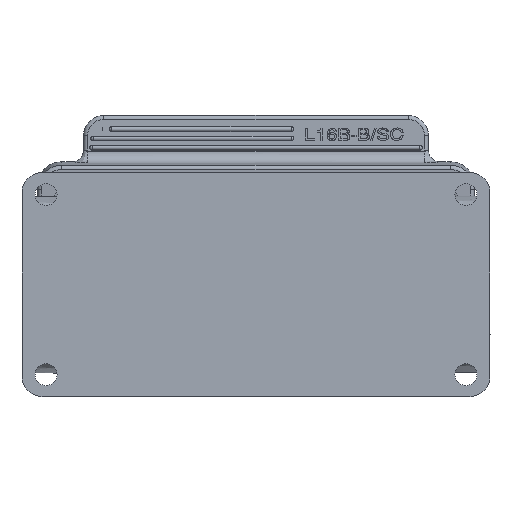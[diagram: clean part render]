
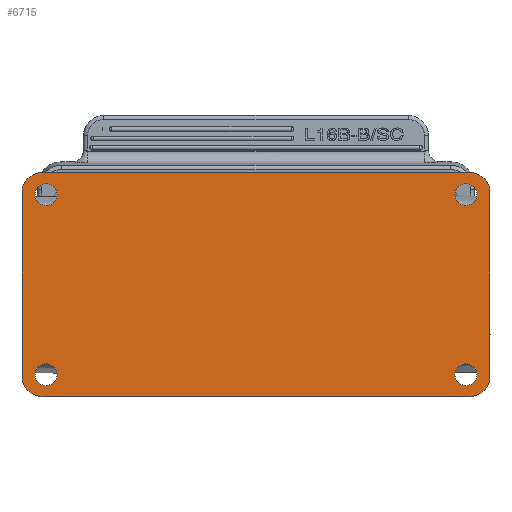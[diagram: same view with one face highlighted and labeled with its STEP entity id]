
A CAD part, front view. The second image highlights one B-rep face of the part: STEP entity #6715.
In plain terms, the highlighted planar face has unit normal (0, -1, 0).
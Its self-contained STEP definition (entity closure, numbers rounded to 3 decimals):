
#5067=CIRCLE('',#23493,2.75);
#5070=CIRCLE('',#23497,2.75);
#5071=CIRCLE('',#23499,2.75);
#5074=CIRCLE('',#23503,2.75);
#5080=CIRCLE('',#23517,2.75);
#5083=CIRCLE('',#23521,2.75);
#5084=CIRCLE('',#23523,2.75);
#5087=CIRCLE('',#23527,2.75);
#5088=CIRCLE('',#23529,5.);
#5102=CIRCLE('',#23564,5.);
#5103=CIRCLE('',#23566,5.);
#5104=CIRCLE('',#23567,5.);
#5422=FACE_BOUND('',#9139,.T.);
#5423=FACE_BOUND('',#9140,.T.);
#5424=FACE_BOUND('',#9141,.T.);
#5425=FACE_BOUND('',#9142,.T.);
#5426=FACE_BOUND('',#9143,.T.);
#6715=ADVANCED_FACE('',(#5422,#5423,#5424,#5425,#5426),#7312,.F.);
#7312=PLANE('',#23568);
#9139=EDGE_LOOP('',(#15451,#15452));
#9140=EDGE_LOOP('',(#15453,#15454));
#9141=EDGE_LOOP('',(#15455,#15456));
#9142=EDGE_LOOP('',(#15457,#15458));
#9143=EDGE_LOOP('',(#15459,#15460,#15461,#15462,#15463,#15464,#15465,#15466));
#10248=LINE('',#37291,#11350);
#10267=LINE('',#38109,#11369);
#10268=LINE('',#38113,#11370);
#10269=LINE('',#38114,#11371);
#11350=VECTOR('',#26964,1.);
#11369=VECTOR('',#27053,1.);
#11370=VECTOR('',#27056,1.);
#11371=VECTOR('',#27057,1.);
#15451=ORIENTED_EDGE('',*,*,#20671,.F.);
#15452=ORIENTED_EDGE('',*,*,#20676,.F.);
#15453=ORIENTED_EDGE('',*,*,#20720,.F.);
#15454=ORIENTED_EDGE('',*,*,#20725,.F.);
#15455=ORIENTED_EDGE('',*,*,#20714,.F.);
#15456=ORIENTED_EDGE('',*,*,#20719,.F.);
#15457=ORIENTED_EDGE('',*,*,#20677,.F.);
#15458=ORIENTED_EDGE('',*,*,#20682,.F.);
#15459=ORIENTED_EDGE('',*,*,#20789,.F.);
#15460=ORIENTED_EDGE('',*,*,#20790,.F.);
#15461=ORIENTED_EDGE('',*,*,#20791,.F.);
#15462=ORIENTED_EDGE('',*,*,#20792,.F.);
#15463=ORIENTED_EDGE('',*,*,#20726,.F.);
#15464=ORIENTED_EDGE('',*,*,#20730,.T.);
#15465=ORIENTED_EDGE('',*,*,#20787,.F.);
#15466=ORIENTED_EDGE('',*,*,#20793,.F.);
#18239=VERTEX_POINT('',#36830);
#18240=VERTEX_POINT('',#36831);
#18243=VERTEX_POINT('',#36842);
#18244=VERTEX_POINT('',#36843);
#18269=VERTEX_POINT('',#37259);
#18270=VERTEX_POINT('',#37260);
#18273=VERTEX_POINT('',#37271);
#18274=VERTEX_POINT('',#37272);
#18277=VERTEX_POINT('',#37283);
#18278=VERTEX_POINT('',#37284);
#18281=VERTEX_POINT('',#37292);
#18315=VERTEX_POINT('',#38103);
#18316=VERTEX_POINT('',#38107);
#18317=VERTEX_POINT('',#38108);
#18318=VERTEX_POINT('',#38110);
#18319=VERTEX_POINT('',#38112);
#20671=EDGE_CURVE('',#18239,#18240,#5067,.T.);
#20676=EDGE_CURVE('',#18240,#18239,#5070,.T.);
#20677=EDGE_CURVE('',#18243,#18244,#5071,.T.);
#20682=EDGE_CURVE('',#18244,#18243,#5074,.T.);
#20714=EDGE_CURVE('',#18269,#18270,#5080,.T.);
#20719=EDGE_CURVE('',#18270,#18269,#5083,.T.);
#20720=EDGE_CURVE('',#18273,#18274,#5084,.T.);
#20725=EDGE_CURVE('',#18274,#18273,#5087,.T.);
#20726=EDGE_CURVE('',#18277,#18278,#5088,.T.);
#20730=EDGE_CURVE('',#18277,#18281,#10248,.T.);
#20787=EDGE_CURVE('',#18315,#18281,#5102,.T.);
#20789=EDGE_CURVE('',#18316,#18317,#5103,.T.);
#20790=EDGE_CURVE('',#18318,#18316,#10267,.T.);
#20791=EDGE_CURVE('',#18319,#18318,#5104,.T.);
#20792=EDGE_CURVE('',#18278,#18319,#10268,.T.);
#20793=EDGE_CURVE('',#18317,#18315,#10269,.T.);
#23493=AXIS2_PLACEMENT_3D('',#36829,#26872,#26873);
#23497=AXIS2_PLACEMENT_3D('',#36839,#26882,#26883);
#23499=AXIS2_PLACEMENT_3D('',#36841,#26886,#26887);
#23503=AXIS2_PLACEMENT_3D('',#36851,#26896,#26897);
#23517=AXIS2_PLACEMENT_3D('',#37258,#26928,#26929);
#23521=AXIS2_PLACEMENT_3D('',#37268,#26938,#26939);
#23523=AXIS2_PLACEMENT_3D('',#37270,#26942,#26943);
#23527=AXIS2_PLACEMENT_3D('',#37280,#26952,#26953);
#23529=AXIS2_PLACEMENT_3D('',#37282,#26956,#26957);
#23564=AXIS2_PLACEMENT_3D('',#38102,#27046,#27047);
#23566=AXIS2_PLACEMENT_3D('',#38106,#27051,#27052);
#23567=AXIS2_PLACEMENT_3D('',#38111,#27054,#27055);
#23568=AXIS2_PLACEMENT_3D('',#38115,#27058,#27059);
#26872=DIRECTION('',(0.,-1.,0.));
#26873=DIRECTION('',(0.,0.,-1.));
#26882=DIRECTION('',(0.,-1.,0.));
#26883=DIRECTION('',(0.,0.,1.));
#26886=DIRECTION('',(0.,-1.,0.));
#26887=DIRECTION('',(0.,0.,-1.));
#26896=DIRECTION('',(0.,-1.,0.));
#26897=DIRECTION('',(0.,0.,1.));
#26928=DIRECTION('',(0.,-1.,0.));
#26929=DIRECTION('',(0.,0.,-1.));
#26938=DIRECTION('',(0.,-1.,0.));
#26939=DIRECTION('',(0.,0.,1.));
#26942=DIRECTION('',(0.,-1.,0.));
#26943=DIRECTION('',(0.,0.,-1.));
#26952=DIRECTION('',(0.,-1.,0.));
#26953=DIRECTION('',(0.,0.,1.));
#26956=DIRECTION('',(0.,1.,0.));
#26957=DIRECTION('',(0.,0.,-1.));
#26964=DIRECTION('',(1.,0.,0.));
#27046=DIRECTION('',(0.,1.,0.));
#27047=DIRECTION('',(1.,0.,0.));
#27051=DIRECTION('',(0.,1.,0.));
#27052=DIRECTION('',(0.,0.,1.));
#27053=DIRECTION('',(1.,0.,0.));
#27054=DIRECTION('',(0.,1.,0.));
#27055=DIRECTION('',(-1.,0.,0.));
#27056=DIRECTION('',(0.,0.,1.));
#27057=DIRECTION('',(0.,0.,-1.));
#27058=DIRECTION('',(0.,1.,0.));
#27059=DIRECTION('',(0.,0.,1.));
#36829=CARTESIAN_POINT('',(112.,0.,-5.5));
#36830=CARTESIAN_POINT('',(112.,0.,-8.25));
#36831=CARTESIAN_POINT('',(112.,0.,-2.75));
#36839=CARTESIAN_POINT('',(112.,0.,-5.5));
#36841=CARTESIAN_POINT('',(7.,0.,-5.5));
#36842=CARTESIAN_POINT('',(7.,0.,-8.25));
#36843=CARTESIAN_POINT('',(7.,0.,-2.75));
#36851=CARTESIAN_POINT('',(7.,0.,-5.5));
#37258=CARTESIAN_POINT('',(7.,0.,-50.5));
#37259=CARTESIAN_POINT('',(7.,0.,-53.25));
#37260=CARTESIAN_POINT('',(7.,0.,-47.75));
#37268=CARTESIAN_POINT('',(7.,0.,-50.5));
#37270=CARTESIAN_POINT('',(112.,0.,-50.5));
#37271=CARTESIAN_POINT('',(112.,0.,-53.25));
#37272=CARTESIAN_POINT('',(112.,0.,-47.75));
#37280=CARTESIAN_POINT('',(112.,0.,-50.5));
#37282=CARTESIAN_POINT('',(6.,0.,-51.));
#37283=CARTESIAN_POINT('',(6.,0.,-56.));
#37284=CARTESIAN_POINT('',(1.,0.,-51.));
#37291=CARTESIAN_POINT('',(6.,0.,-56.));
#37292=CARTESIAN_POINT('',(113.,0.,-56.));
#38102=CARTESIAN_POINT('',(113.,0.,-51.));
#38103=CARTESIAN_POINT('',(118.,0.,-51.));
#38106=CARTESIAN_POINT('',(113.,0.,-5.));
#38107=CARTESIAN_POINT('',(113.,0.,0.));
#38108=CARTESIAN_POINT('',(118.,0.,-5.));
#38109=CARTESIAN_POINT('',(6.,0.,0.));
#38110=CARTESIAN_POINT('',(6.,0.,0.));
#38111=CARTESIAN_POINT('',(6.,0.,-5.));
#38112=CARTESIAN_POINT('',(1.,0.,-5.));
#38113=CARTESIAN_POINT('',(1.,0.,-51.));
#38114=CARTESIAN_POINT('',(118.,0.,-5.));
#38115=CARTESIAN_POINT('',(59.5,0.,-28.));
